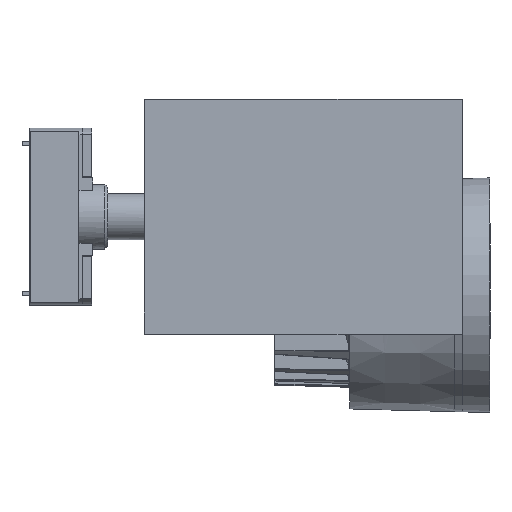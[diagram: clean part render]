
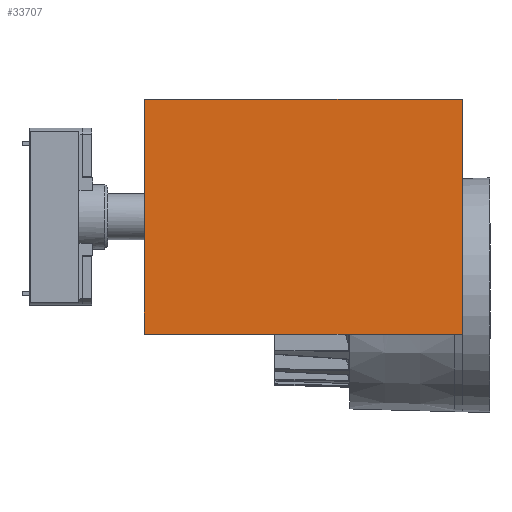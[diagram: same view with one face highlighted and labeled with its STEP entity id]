
A CAD part, left-side view. The second image highlights one B-rep face of the part: STEP entity #33707.
In plain terms, the highlighted planar face has unit normal (-1, 0, 0).
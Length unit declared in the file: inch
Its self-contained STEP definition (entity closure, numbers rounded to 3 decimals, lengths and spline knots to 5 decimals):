
#663 = DIRECTION ( 'NONE',  ( 0., 1., 0. ) ) ;
#670 = CARTESIAN_POINT ( 'NONE',  ( -1.68912, 3.22835, 2.5 ) ) ;
#1280 = EDGE_CURVE ( 'NONE', #13470, #30516, #24599, .T. ) ;
#1282 = EDGE_CURVE ( 'NONE', #13232, #13470, #24603, .T. ) ;
#1284 = EDGE_CURVE ( 'NONE', #13525, #13232, #24607, .T. ) ;
#1305 = EDGE_CURVE ( 'NONE', #30516, #13525, #24667, .T. ) ;
#3675 = AXIS2_PLACEMENT_3D ( 'NONE', #7359, #7360, #7361 ) ;
#7350 = PLANE ( 'NONE',  #3675 ) ;
#7359 = CARTESIAN_POINT ( 'NONE',  ( -1.68912, 3.22835, 0. ) ) ;
#7360 = DIRECTION ( 'NONE',  ( -1., 0., 0. ) ) ;
#7361 = DIRECTION ( 'NONE',  ( 0., 0., 1. ) ) ;
#8797 = CARTESIAN_POINT ( 'NONE',  ( -1.68912, 6.61585, -2.5 ) ) ;
#9099 = CARTESIAN_POINT ( 'NONE',  ( -1.68912, -0.15915, -2.5 ) ) ;
#9167 = CARTESIAN_POINT ( 'NONE',  ( -1.68912, 6.61585, 2.5 ) ) ;
#13232 = VERTEX_POINT ( 'NONE', #8797 ) ;
#13470 = VERTEX_POINT ( 'NONE', #9099 ) ;
#13525 = VERTEX_POINT ( 'NONE', #9167 ) ;
#18378 = ORIENTED_EDGE ( 'NONE', *, *, #1280, .T. ) ;
#18425 = ORIENTED_EDGE ( 'NONE', *, *, #1282, .T. ) ;
#18647 = ORIENTED_EDGE ( 'NONE', *, *, #1284, .T. ) ;
#18779 = ORIENTED_EDGE ( 'NONE', *, *, #1305, .T. ) ;
#19383 = FACE_OUTER_BOUND ( 'NONE', #24720, .T. ) ;
#24599 = LINE ( 'NONE', #31927, #24605 ) ;
#24603 = LINE ( 'NONE', #31922, #24613 ) ;
#24605 = VECTOR ( 'NONE', #31929, 39.37008 ) ;
#24607 = LINE ( 'NONE', #31928, #24621 ) ;
#24613 = VECTOR ( 'NONE', #31932, 39.37008 ) ;
#24621 = VECTOR ( 'NONE', #31935, 39.37008 ) ;
#24667 = LINE ( 'NONE', #670, #24685 ) ;
#24685 = VECTOR ( 'NONE', #663, 39.37008 ) ;
#24720 = EDGE_LOOP ( 'NONE', ( #18425, #18378, #18779, #18647 ) ) ;
#26263 = CARTESIAN_POINT ( 'NONE',  ( -1.68912, -0.15915, 2.5 ) ) ;
#30516 = VERTEX_POINT ( 'NONE', #26263 ) ;
#31922 = CARTESIAN_POINT ( 'NONE',  ( -1.68912, 3.22835, -2.5 ) ) ;
#31927 = CARTESIAN_POINT ( 'NONE',  ( -1.68912, -0.15915, 0. ) ) ;
#31928 = CARTESIAN_POINT ( 'NONE',  ( -1.68912, 6.61585, 0. ) ) ;
#31929 = DIRECTION ( 'NONE',  ( 0., 0., 1. ) ) ;
#31932 = DIRECTION ( 'NONE',  ( 0., -1., 0. ) ) ;
#31935 = DIRECTION ( 'NONE',  ( 0., 0., -1. ) ) ;
#33707 = ADVANCED_FACE ( 'NONE', ( #19383 ), #7350, .T. ) ;
